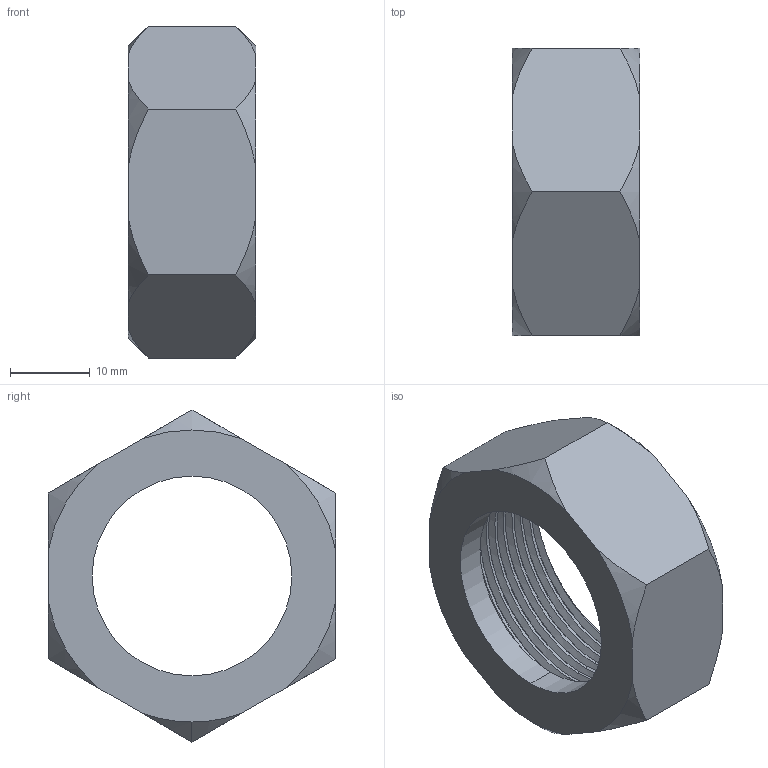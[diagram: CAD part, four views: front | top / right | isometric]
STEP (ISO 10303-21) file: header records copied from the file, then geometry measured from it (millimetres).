
FILE_DESCRIPTION (( 'STEP AP203' ), '1' );
FILE_NAME ('R-131-M_M30x1,5_17106730.STEP', '2024-09-03T09:13:04', ( '' ), ( '' ), 'SwSTEP 2.0', 'SolidWorks 2024', '' );
FILE_SCHEMA (( 'CONFIG_CONTROL_DESIGN' ));
Length unit declared in the file: millimetre
Products named in the file (1): R-131-M_M30x1,5_17106730
Bounding box: 16 x 36 x 41.57 mm (x, y, z)
Volume: 6832.9 mm3; surface area: 5460.8 mm2
Topology: 1 solids, 1 shells, 48 faces, 130 edges, 85 vertices
Faces by surface type: cylinder 20, cone 14, plane 10, bspline 4
Entity records: 3434 total; most frequent: CARTESIAN_POINT 2317, ORIENTED_EDGE 260, DIRECTION 173, EDGE_CURVE 130, VERTEX_POINT 85, AXIS2_PLACEMENT_3D 67, EDGE_LOOP 51, ADVANCED_FACE 48
